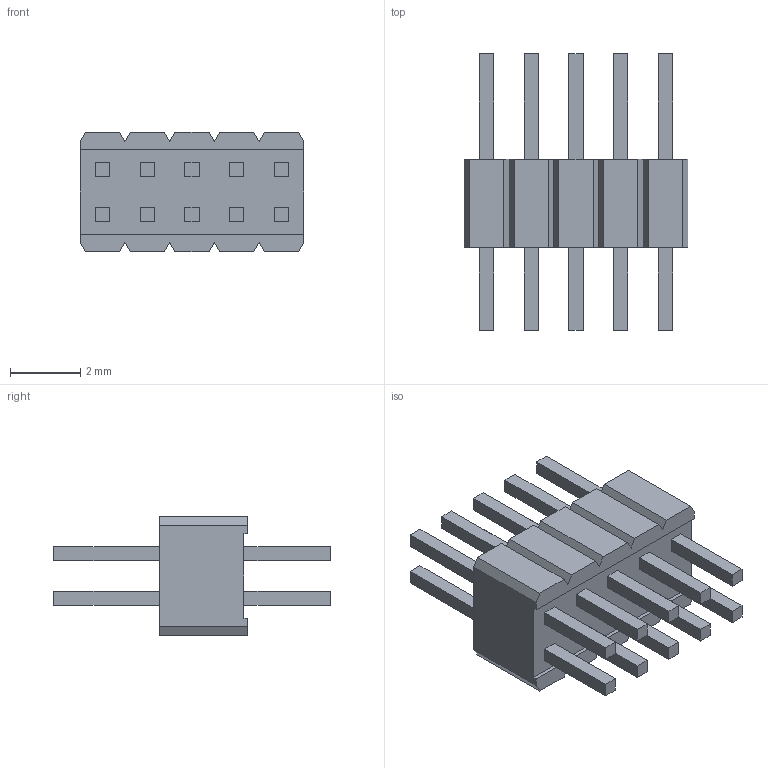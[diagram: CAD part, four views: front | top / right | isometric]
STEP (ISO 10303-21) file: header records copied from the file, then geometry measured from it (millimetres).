
FILE_DESCRIPTION((''),'2;1');
FILE_NAME('20021111-00010XXLFC','2009-07-17T',('bnataraj'),('FCI - ELX Division'),'PRO/ENGINEER BY PARAMETRIC TECHNOLOGY CORPORATION, 2008010','PRO/ENGINEER BY PARAMETRIC TECHNOLOGY CORPORATION, 2008010','');
FILE_SCHEMA(('CONFIG_CONTROL_DESIGN'));
Length unit declared in the file: millimetre
Products named in the file (1): 20021111-00010XXLFC
Bounding box: 6.35 x 7.85 x 3.4 mm (x, y, z)
Volume: 60.2 mm3; surface area: 184 mm2
Topology: 1 solids, 1 shells, 138 faces, 348 edges, 232 vertices
Faces by surface type: plane 138
Entity records: 4090 total; most frequent: CARTESIAN_POINT 718, ORIENTED_EDGE 696, DIRECTION 624, VECTOR 348, LINE 348, EDGE_CURVE 348, VERTEX_POINT 232, EDGE_LOOP 158
